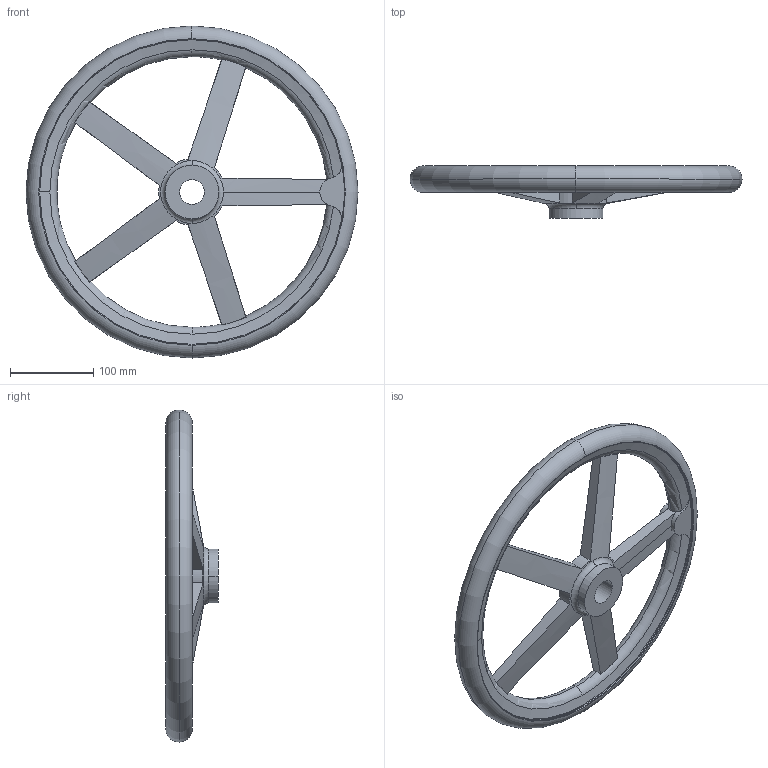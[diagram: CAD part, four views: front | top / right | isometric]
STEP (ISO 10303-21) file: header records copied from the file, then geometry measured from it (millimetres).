
FILE_DESCRIPTION( ( '' ), '1' );
FILE_NAME( 'K0160.0400X30.stp', '2012-10-24T13:43:15', ( '' ), ( '' ), ' ', ' ', ' ' );
FILE_SCHEMA( ( 'CONFIG_CONTROL_DESIGN' ) );
Length unit declared in the file: millimetre
Products named in the file (1): 1
Bounding box: 400 x 62.99 x 400 mm (x, y, z)
Volume: 1372487.6 mm3; surface area: 201020.9 mm2
Topology: 1 solids, 1 shells, 75 faces, 243 edges, 160 vertices
Faces by surface type: torus 32, cylinder 21, plane 14, cone 8
Entity records: 4612 total; most frequent: CARTESIAN_POINT 2465, ORIENTED_EDGE 486, DIRECTION 444, EDGE_CURVE 243, AXIS2_PLACEMENT_3D 205, VERTEX_POINT 160, CIRCLE 129, EDGE_LOOP 77
